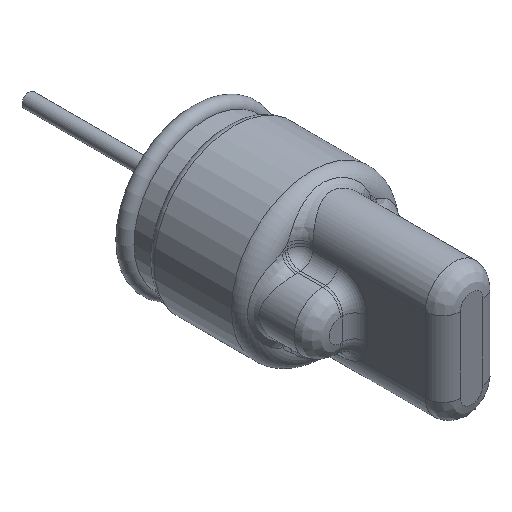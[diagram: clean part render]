
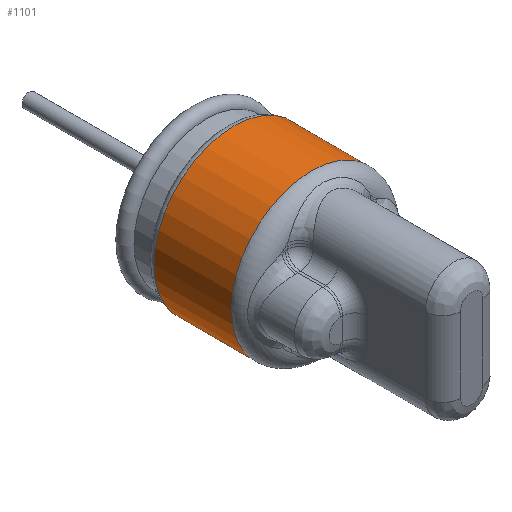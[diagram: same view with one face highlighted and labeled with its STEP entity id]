
A CAD part, isometric view. The second image highlights one B-rep face of the part: STEP entity #1101.
In plain terms, the highlighted cylindrical face has radius 32 mm (diameter 64 mm), a full revolution.
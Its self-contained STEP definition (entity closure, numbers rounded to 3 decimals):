
#32=CYLINDRICAL_SURFACE('',#1211,32.);
#100=FACE_OUTER_BOUND('',#174,.T.);
#174=EDGE_LOOP('',(#779,#780,#781,#782,#783,#784,#785,#786));
#260=LINE('',#2816,#310);
#310=VECTOR('',#1442,32.);
#345=CIRCLE('',#1186,32.);
#346=CIRCLE('',#1187,32.);
#351=CIRCLE('',#1192,32.);
#364=CIRCLE('',#1212,32.);
#365=CIRCLE('',#1213,32.);
#366=CIRCLE('',#1214,32.);
#455=VERTEX_POINT('',#1763);
#456=VERTEX_POINT('',#1764);
#457=VERTEX_POINT('',#1766);
#491=VERTEX_POINT('',#2810);
#492=VERTEX_POINT('',#2811);
#493=VERTEX_POINT('',#2813);
#559=EDGE_CURVE('',#455,#456,#345,.T.);
#560=EDGE_CURVE('',#457,#455,#346,.T.);
#570=EDGE_CURVE('',#456,#457,#351,.T.);
#600=EDGE_CURVE('',#491,#492,#364,.T.);
#601=EDGE_CURVE('',#493,#491,#365,.T.);
#602=EDGE_CURVE('',#492,#493,#366,.T.);
#603=EDGE_CURVE('',#492,#456,#260,.T.);
#779=ORIENTED_EDGE('',*,*,#600,.F.);
#780=ORIENTED_EDGE('',*,*,#601,.F.);
#781=ORIENTED_EDGE('',*,*,#602,.F.);
#782=ORIENTED_EDGE('',*,*,#603,.T.);
#783=ORIENTED_EDGE('',*,*,#570,.T.);
#784=ORIENTED_EDGE('',*,*,#560,.T.);
#785=ORIENTED_EDGE('',*,*,#559,.T.);
#786=ORIENTED_EDGE('',*,*,#603,.F.);
#1101=ADVANCED_FACE('',(#100),#32,.T.);
#1186=AXIS2_PLACEMENT_3D('',#1765,#1367,#1368);
#1187=AXIS2_PLACEMENT_3D('',#1767,#1369,#1370);
#1192=AXIS2_PLACEMENT_3D('',#2747,#1379,#1380);
#1211=AXIS2_PLACEMENT_3D('',#2809,#1434,#1435);
#1212=AXIS2_PLACEMENT_3D('',#2812,#1436,#1437);
#1213=AXIS2_PLACEMENT_3D('',#2814,#1438,#1439);
#1214=AXIS2_PLACEMENT_3D('',#2815,#1440,#1441);
#1367=DIRECTION('center_axis',(0.,1.,0.));
#1368=DIRECTION('ref_axis',(-1.,0.,0.));
#1369=DIRECTION('center_axis',(0.,1.,0.));
#1370=DIRECTION('ref_axis',(-1.,0.,0.));
#1379=DIRECTION('center_axis',(0.,1.,0.));
#1380=DIRECTION('ref_axis',(-1.,0.,0.));
#1434=DIRECTION('center_axis',(0.,1.,0.));
#1435=DIRECTION('ref_axis',(-1.,0.,0.));
#1436=DIRECTION('center_axis',(0.,1.,0.));
#1437=DIRECTION('ref_axis',(-1.,0.,0.));
#1438=DIRECTION('center_axis',(0.,1.,0.));
#1439=DIRECTION('ref_axis',(-1.,0.,0.));
#1440=DIRECTION('center_axis',(0.,1.,0.));
#1441=DIRECTION('ref_axis',(-1.,0.,0.));
#1442=DIRECTION('',(0.,-1.,0.));
#1763=CARTESIAN_POINT('',(-32.,7.,0.));
#1764=CARTESIAN_POINT('',(32.,7.,0.));
#1765=CARTESIAN_POINT('Origin',(0.,7.,
0.));
#1766=CARTESIAN_POINT('',(0.,7.,-32.));
#1767=CARTESIAN_POINT('Origin',(0.,7.,
0.));
#2747=CARTESIAN_POINT('Origin',(0.,7.,
0.));
#2809=CARTESIAN_POINT('Origin',(0.,62.,0.));
#2810=CARTESIAN_POINT('',(-32.,38.,0.));
#2811=CARTESIAN_POINT('',(32.,38.,0.));
#2812=CARTESIAN_POINT('Origin',(0.,38.,0.));
#2813=CARTESIAN_POINT('',(0.,38.,-32.));
#2814=CARTESIAN_POINT('Origin',(0.,38.,0.));
#2815=CARTESIAN_POINT('Origin',(0.,38.,0.));
#2816=CARTESIAN_POINT('',(32.,62.,0.));
